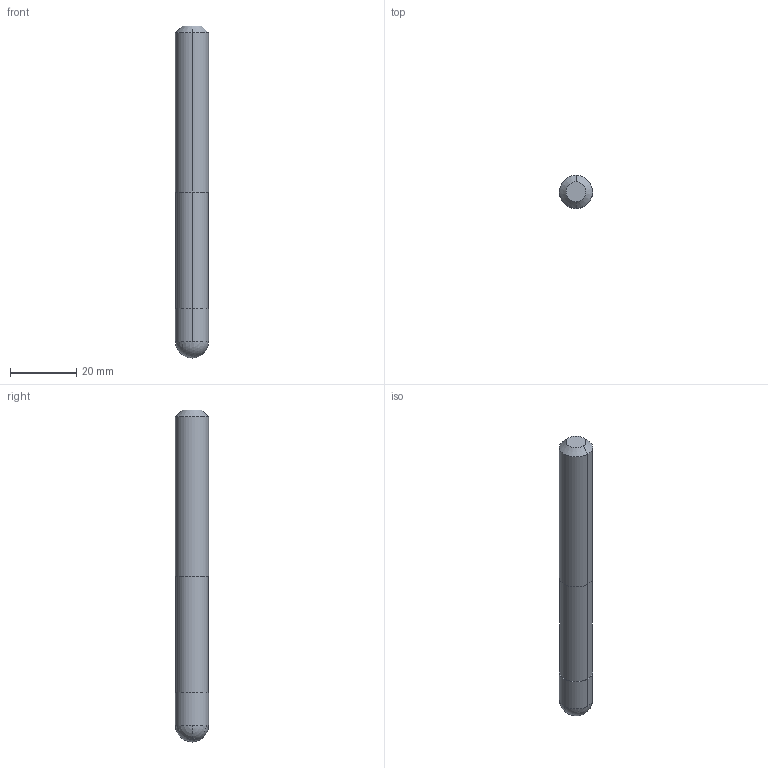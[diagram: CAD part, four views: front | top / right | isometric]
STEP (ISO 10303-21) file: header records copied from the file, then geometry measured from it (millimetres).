
FILE_DESCRIPTION(('STEP AP214'),'1');
FILE_NAME('607909512-000-00-E43.stp','2023-02-16T11:36:38',(' '),(' '),'Spatial InterOp 3D',' ',' ');
FILE_SCHEMA(('AUTOMOTIVE_DESIGN { 1 0 10303 214 1 1 1 1 }'));
Length unit declared in the file: millimetre
Products named in the file (1): 1
Bounding box: 10 x 10 x 100 mm (x, y, z)
Volume: 7559.8 mm3; surface area: 3313.2 mm2
Topology: 2 solids, 2 shells, 14 faces, 31 edges, 20 vertices
Faces by surface type: cylinder 6, plane 4, sphere 2, cone 2
Entity records: 521 total; most frequent: DIRECTION 80, CARTESIAN_POINT 63, ORIENTED_EDGE 50, AXIS2_PLACEMENT_3D 37, EDGE_CURVE 25, CIRCLE 17, STYLED_ITEM 16, PRESENTATION_STYLE_ASSIGNMENT 16
